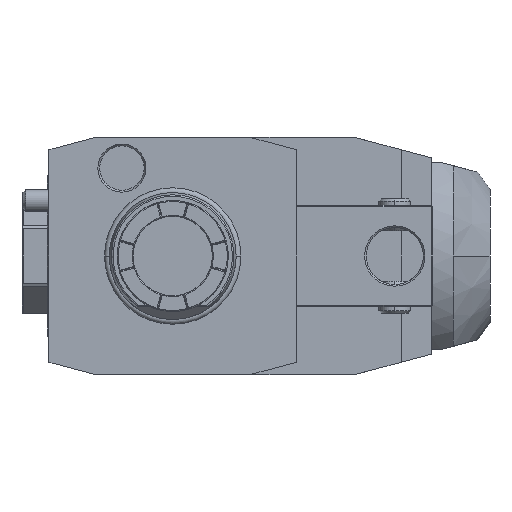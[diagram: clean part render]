
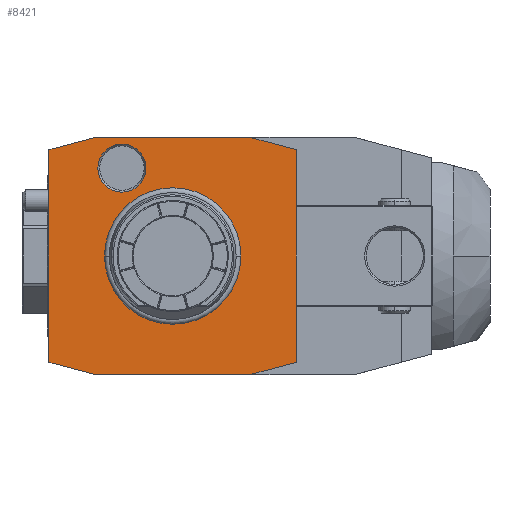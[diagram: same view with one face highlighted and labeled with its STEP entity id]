
A CAD part, front view. The second image highlights one B-rep face of the part: STEP entity #8421.
In plain terms, the highlighted planar face has unit normal (0, -1, 0).
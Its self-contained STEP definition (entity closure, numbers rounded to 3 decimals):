
#1=DIRECTION('',(-1.,0.,0.));
#2=VECTOR('',#1,48.);
#3=CARTESIAN_POINT('',(24.,0.,37.5));
#4=LINE('',#3,#2);
#5=DIRECTION('',(-0.966,0.,0.259));
#6=VECTOR('',#5,15.529);
#7=CARTESIAN_POINT('',(39.,0.,33.481));
#8=LINE('',#7,#6);
#9=DIRECTION('',(0.,0.,1.));
#10=VECTOR('',#9,66.962);
#11=CARTESIAN_POINT('',(39.,0.,-33.481));
#12=LINE('',#11,#10);
#13=DIRECTION('',(0.966,0.,0.259));
#14=VECTOR('',#13,15.529);
#15=CARTESIAN_POINT('',(24.,0.,-37.5));
#16=LINE('',#15,#14);
#17=DIRECTION('',(1.,0.,0.));
#18=VECTOR('',#17,48.);
#19=CARTESIAN_POINT('',(-24.,0.,-37.5));
#20=LINE('',#19,#18);
#21=DIRECTION('',(0.966,0.,-0.259));
#22=VECTOR('',#21,15.529);
#23=CARTESIAN_POINT('',(-39.,0.,-33.481));
#24=LINE('',#23,#22);
#25=DIRECTION('',(0.,0.,-1.));
#26=VECTOR('',#25,66.962);
#27=CARTESIAN_POINT('',(-39.,0.,33.481));
#28=LINE('',#27,#26);
#29=DIRECTION('',(-0.966,0.,-0.259));
#30=VECTOR('',#29,15.529);
#31=CARTESIAN_POINT('',(-24.,0.,37.5));
#32=LINE('',#31,#30);
#33=CARTESIAN_POINT('',(-16.,0.,27.713));
#34=DIRECTION('',(0.,1.,0.));
#35=DIRECTION('',(1.,0.,0.));
#36=AXIS2_PLACEMENT_3D('',#33,#34,#35);
#38=CARTESIAN_POINT('',(-16.,0.,27.713));
#39=DIRECTION('',(0.,1.,0.));
#40=DIRECTION('',(-1.,0.,0.));
#41=AXIS2_PLACEMENT_3D('',#38,#39,#40);
#5167=CARTESIAN_POINT('',(0.,0.,0.));
#5168=DIRECTION('',(0.,-1.,0.));
#5169=DIRECTION('',(1.,0.,0.));
#5170=AXIS2_PLACEMENT_3D('',#5167,#5168,#5169);
#5172=CARTESIAN_POINT('',(0.,0.,0.));
#5173=DIRECTION('',(0.,-1.,0.));
#5174=DIRECTION('',(-1.,0.,0.));
#5175=AXIS2_PLACEMENT_3D('',#5172,#5173,#5174);
#7466=CARTESIAN_POINT('',(-8.423,0.,27.713));
#7467=CARTESIAN_POINT('',(-23.577,0.,27.713));
#7468=VERTEX_POINT('',#7466);
#7469=VERTEX_POINT('',#7467);
#8208=CARTESIAN_POINT('',(24.,0.,37.5));
#8209=CARTESIAN_POINT('',(-24.,0.,37.5));
#8210=VERTEX_POINT('',#8208);
#8211=VERTEX_POINT('',#8209);
#8212=CARTESIAN_POINT('',(-39.,0.,33.481));
#8213=VERTEX_POINT('',#8212);
#8214=CARTESIAN_POINT('',(-39.,0.,-33.481));
#8215=VERTEX_POINT('',#8214);
#8216=CARTESIAN_POINT('',(-24.,0.,-37.5));
#8217=VERTEX_POINT('',#8216);
#8218=CARTESIAN_POINT('',(24.,0.,-37.5));
#8219=VERTEX_POINT('',#8218);
#8220=CARTESIAN_POINT('',(39.,0.,-33.481));
#8221=VERTEX_POINT('',#8220);
#8222=CARTESIAN_POINT('',(39.,0.,33.481));
#8223=VERTEX_POINT('',#8222);
#8288=CARTESIAN_POINT('',(21.137,0.,0.));
#8289=CARTESIAN_POINT('',(-21.137,0.,0.));
#8290=VERTEX_POINT('',#8288);
#8291=VERTEX_POINT('',#8289);
#8386=CARTESIAN_POINT('',(0.,0.,0.));
#8387=DIRECTION('',(0.,-1.,0.));
#8388=DIRECTION('',(-1.,0.,0.));
#8389=AXIS2_PLACEMENT_3D('',#8386,#8387,#8388);
#8390=PLANE('',#8389);
#8392=ORIENTED_EDGE('',*,*,#8391,.F.);
#8394=ORIENTED_EDGE('',*,*,#8393,.F.);
#8396=ORIENTED_EDGE('',*,*,#8395,.F.);
#8398=ORIENTED_EDGE('',*,*,#8397,.F.);
#8400=ORIENTED_EDGE('',*,*,#8399,.F.);
#8402=ORIENTED_EDGE('',*,*,#8401,.F.);
#8404=ORIENTED_EDGE('',*,*,#8403,.F.);
#8406=ORIENTED_EDGE('',*,*,#8405,.F.);
#8407=EDGE_LOOP('',(#8392,#8394,#8396,#8398,#8400,#8402,#8404,#8406));
#8408=FACE_OUTER_BOUND('',#8407,.F.);
#8410=ORIENTED_EDGE('',*,*,#8409,.T.);
#8412=ORIENTED_EDGE('',*,*,#8411,.T.);
#8413=EDGE_LOOP('',(#8410,#8412));
#8414=FACE_BOUND('',#8413,.F.);
#8416=ORIENTED_EDGE('',*,*,#8415,.F.);
#8418=ORIENTED_EDGE('',*,*,#8417,.F.);
#8419=EDGE_LOOP('',(#8416,#8418));
#8420=FACE_BOUND('',#8419,.F.);
#37=CIRCLE('',#36,7.577);
#42=CIRCLE('',#41,7.577);
#5171=CIRCLE('',#5170,21.137);
#5176=CIRCLE('',#5175,21.137);
#8391=EDGE_CURVE('',#8210,#8211,#4,.T.);
#8393=EDGE_CURVE('',#8223,#8210,#8,.T.);
#8395=EDGE_CURVE('',#8221,#8223,#12,.T.);
#8397=EDGE_CURVE('',#8219,#8221,#16,.T.);
#8399=EDGE_CURVE('',#8217,#8219,#20,.T.);
#8401=EDGE_CURVE('',#8215,#8217,#24,.T.);
#8403=EDGE_CURVE('',#8213,#8215,#28,.T.);
#8405=EDGE_CURVE('',#8211,#8213,#32,.T.);
#8409=EDGE_CURVE('',#8290,#8291,#5171,.T.);
#8411=EDGE_CURVE('',#8291,#8290,#5176,.T.);
#8415=EDGE_CURVE('',#7468,#7469,#37,.T.);
#8417=EDGE_CURVE('',#7469,#7468,#42,.T.);
#8421=ADVANCED_FACE('',(#8408,#8414,#8420),#8390,.T.);
